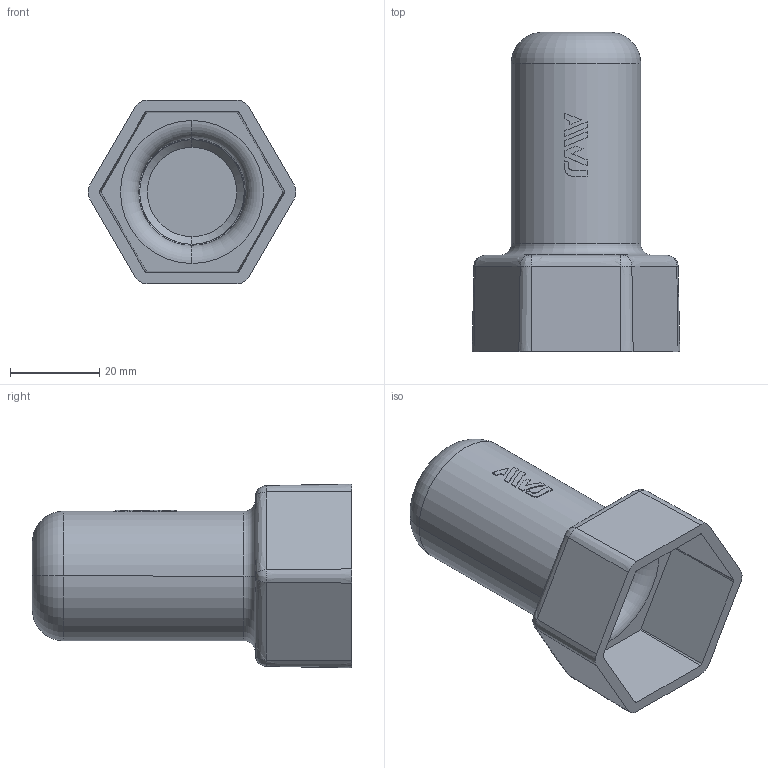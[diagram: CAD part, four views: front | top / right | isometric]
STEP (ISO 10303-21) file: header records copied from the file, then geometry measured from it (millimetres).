
FILE_DESCRIPTION(('STEP AP203'),'1');
FILE_NAME('.step','2024-11-29T09:32:29',(' '),(' '),'Spatial InterOp 3D',' ',' ');
FILE_SCHEMA(('CONFIG_CONTROL_DESIGN'));
Length unit declared in the file: millimetre
Products named in the file (1): 1
Bounding box: 46.53 x 71.5 x 41.15 mm (x, y, z)
Volume: 19394.4 mm3; surface area: 17031.7 mm2
Topology: 7 solids, 7 shells, 547 faces, 1730 edges, 1312 vertices
Faces by surface type: bspline 282, cylinder 162, plane 78, cone 19, torus 6
Entity records: 24445 total; most frequent: CARTESIAN_POINT 11076, ORIENTED_EDGE 3460, EDGE_CURVE 1730, DIRECTION 1541, VERTEX_POINT 1313, B_SPLINE_CURVE_WITH_KNOTS 887, LINE 689, VECTOR 689
